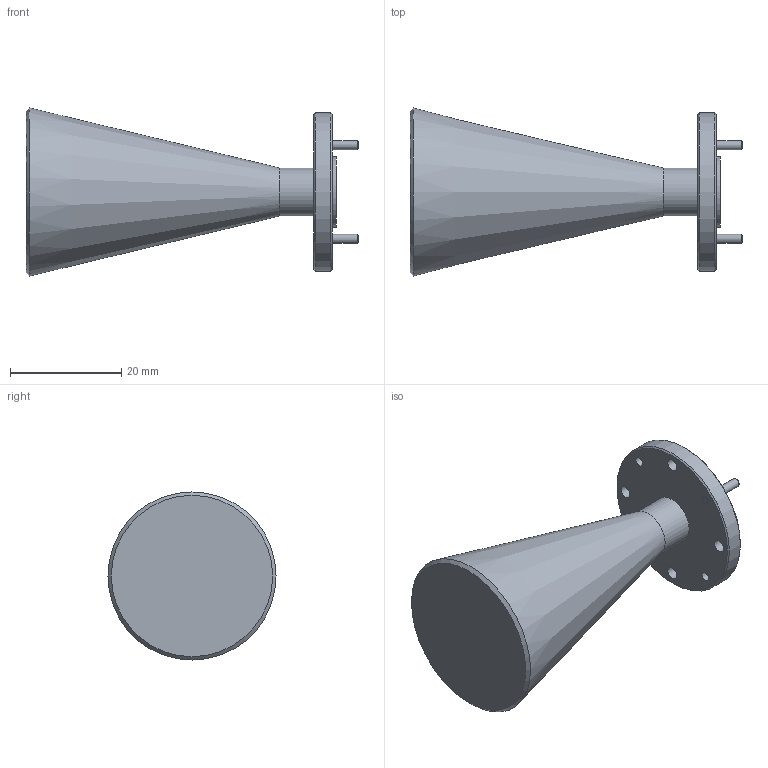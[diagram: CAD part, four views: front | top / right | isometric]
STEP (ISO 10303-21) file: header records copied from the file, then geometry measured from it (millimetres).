
FILE_DESCRIPTION (( 'STEP AP203' ), '1' );
FILE_NAME ('DMAC-219-101-1, df.STEP', '2018-10-16T23:09:08', ( '' ), ( '' ), 'SwSTEP 2.0', 'SolidWorks 2016', '' );
FILE_SCHEMA (( 'CONFIG_CONTROL_DESIGN' ));
Length unit declared in the file: inch
Products named in the file (1): DMAC-219-101-1, df
Bounding box: 59.75 x 30.26 x 30.26 mm (x, y, z)
Volume: 17682.5 mm3; surface area: 5472.5 mm2
Topology: 3 solids, 3 shells, 43 faces, 88 edges, 58 vertices
Faces by surface type: cylinder 18, plane 13, cone 12
Full cylindrical faces by diameter (mm): 1.511 x2, 1.588 x2, 1.702 x2, 2.261 x4, 3.556 x4, 5.563 x1, 8.611 x1, 12.7 x1, 28.575 x1
Entity records: 1021 total; most frequent: DIRECTION 184, CARTESIAN_POINT 140, EDGE_LOOP 96, ORIENTED_EDGE 96, AXIS2_PLACEMENT_3D 92, FACE_OUTER_BOUND 61, VERTEX_POINT 48, EDGE_CURVE 48
